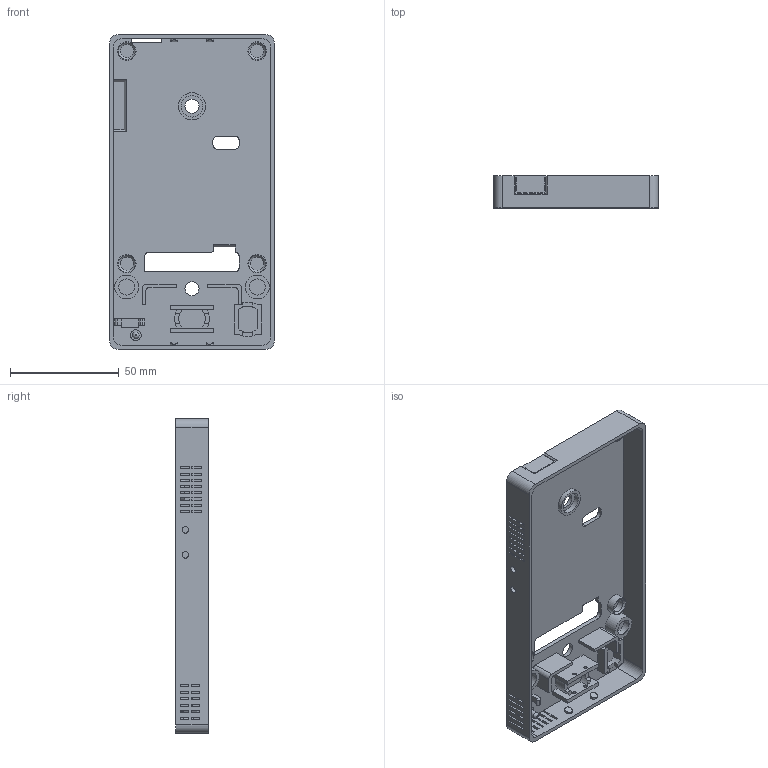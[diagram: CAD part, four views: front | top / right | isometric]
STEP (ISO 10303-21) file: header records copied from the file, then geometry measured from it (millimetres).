
FILE_DESCRIPTION(/* description */ ('STEP AP242','CAx-IF Rec.Pracs.---Representation and Presentation of Product Manufacturing Information (PMI)---4.0---2014-10-13','CAx-IF Rec.Pracs.---3D Tessellated Geometry---0.4---2014-09-14','2;1'),/* implementation_level */ '2;1');
FILE_NAME(/* name */ '669c5b6388d7265b8aee88fa',/* time_stamp */ '2024-07-21T00:50:44Z',/* author */ (''),/* organization */ (''),/* preprocessor_version */ 'ST-DEVELOPER v20',/* originating_system */ ' ',/* authorisation */ ' ');
FILE_SCHEMA (('AP242_MANAGED_MODEL_BASED_3D_ENGINEERING_MIM_LF { 1 0 10303 442 1 1 4 }'));
Length unit declared in the file: metre
Products named in the file (2): Mount
Assembly tree (1 placements, depth 2):
  Mount
    Mount
Bounding box: 76 x 14.8 x 145 mm (x, y, z)
Volume: 33939 mm3; surface area: 37423.6 mm2
Topology: 1 solids, 1 shells, 395 faces, 1170 edges, 757 vertices
Faces by surface type: plane 326, cylinder 62, cone 6, torus 1
Full cylindrical faces by diameter (mm): 1.5 x4, 3 x3, 3.4 x4, 5 x1, 6.2 x4, 6.45 x2, 8.2 x2, 8.5 x4, 10 x1, 11 x2, 12.5 x1
Entity records: 13004 total; most frequent: CARTESIAN_POINT 2271, ORIENTED_EDGE 2252, DIRECTION 2067, EDGE_CURVE 1126, LINE 979, VECTOR 979, VERTEX_POINT 748, AXIS2_PLACEMENT_3D 544
